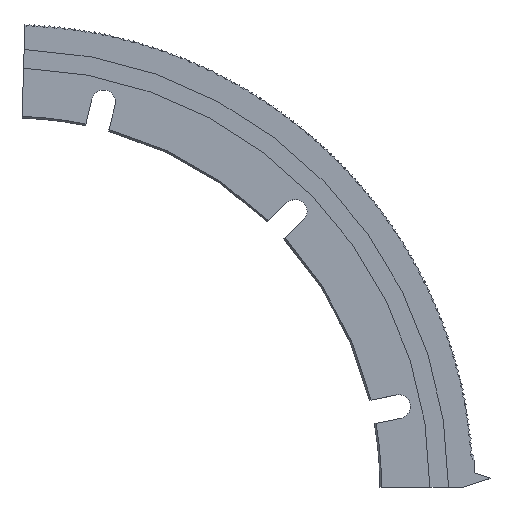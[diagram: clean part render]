
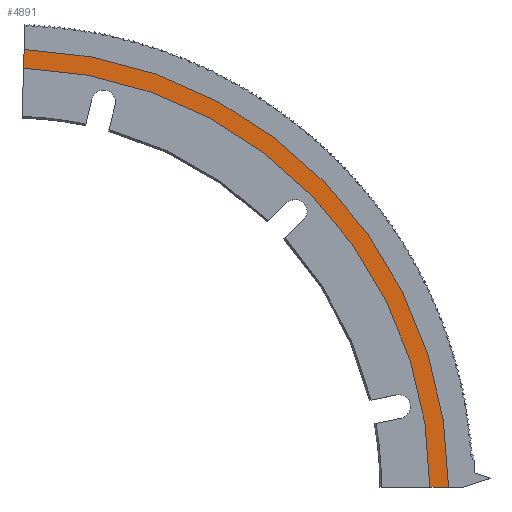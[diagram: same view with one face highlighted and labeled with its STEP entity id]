
A CAD part, top view. The second image highlights one B-rep face of the part: STEP entity #4891.
In plain terms, the highlighted planar face has unit normal (0, 0, 1).
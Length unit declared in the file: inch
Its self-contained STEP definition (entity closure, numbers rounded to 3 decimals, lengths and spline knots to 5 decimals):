
#139 = VECTOR ( 'NONE', #1363, 39.37008 ) ;
#515 = CARTESIAN_POINT ( 'NONE',  ( 0.24312, 7.73068, -0.045 ) ) ;
#902 = CARTESIAN_POINT ( 'NONE',  ( 0.25392, 8.07426, -0.045 ) ) ;
#1274 = DIRECTION ( 'NONE',  ( 1., 0., 0. ) ) ;
#1363 = DIRECTION ( 'NONE',  ( 1., 0., 0. ) ) ;
#1514 = CIRCLE ( 'NONE', #2602, 8.07825 ) ;
#1776 = EDGE_CURVE ( 'NONE', #8438, #3944, #3661, .T. ) ;
#1985 = CARTESIAN_POINT ( 'NONE',  ( 0., 0., -0.045 ) ) ;
#1993 = DIRECTION ( 'NONE',  ( 0., 0., -1. ) ) ;
#2037 = VECTOR ( 'NONE', #2174, 39.37008 ) ;
#2174 = DIRECTION ( 'NONE',  ( -0.031, -1., 0. ) ) ;
#2217 = ORIENTED_EDGE ( 'NONE', *, *, #2922, .T. ) ;
#2292 = AXIS2_PLACEMENT_3D ( 'NONE', #7804, #1993, #5711 ) ;
#2328 = ORIENTED_EDGE ( 'NONE', *, *, #1776, .T. ) ;
#2602 = AXIS2_PLACEMENT_3D ( 'NONE', #4524, #5979, #1274 ) ;
#2922 = EDGE_CURVE ( 'NONE', #3944, #8414, #7281, .T. ) ;
#3084 = EDGE_CURVE ( 'NONE', #6478, #8438, #8019, .T. ) ;
#3173 = EDGE_CURVE ( 'NONE', #8414, #6478, #1514, .T. ) ;
#3661 = CIRCLE ( 'NONE', #2292, 7.7345 ) ;
#3944 = VERTEX_POINT ( 'NONE', #4435 ) ;
#4004 = DIRECTION ( 'NONE',  ( 1., 0., 0. ) ) ;
#4275 = AXIS2_PLACEMENT_3D ( 'NONE', #1985, #7322, #4004 ) ;
#4435 = CARTESIAN_POINT ( 'NONE',  ( 7.7345, 0., -0.045 ) ) ;
#4524 = CARTESIAN_POINT ( 'NONE',  ( 0., 0., -0.045 ) ) ;
#4891 = ADVANCED_FACE ( 'NONE', ( #7921 ), #6633, .T. ) ;
#5711 = DIRECTION ( 'NONE',  ( 1., 0., 0. ) ) ;
#5835 = CARTESIAN_POINT ( 'NONE',  ( 8.07825, 0., -0.045 ) ) ;
#5979 = DIRECTION ( 'NONE',  ( 0., 0., 1. ) ) ;
#5988 = ORIENTED_EDGE ( 'NONE', *, *, #3173, .T. ) ;
#6478 = VERTEX_POINT ( 'NONE', #7358 ) ;
#6590 = CARTESIAN_POINT ( 'NONE',  ( 7.7345, 0., -0.045 ) ) ;
#6633 = PLANE ( 'NONE',  #4275 ) ;
#7281 = LINE ( 'NONE', #6590, #139 ) ;
#7322 = DIRECTION ( 'NONE',  ( 0., 0., 1. ) ) ;
#7358 = CARTESIAN_POINT ( 'NONE',  ( 0.25392, 8.07426, -0.045 ) ) ;
#7735 = ORIENTED_EDGE ( 'NONE', *, *, #3084, .T. ) ;
#7804 = CARTESIAN_POINT ( 'NONE',  ( 0., 0., -0.045 ) ) ;
#7921 = FACE_OUTER_BOUND ( 'NONE', #8322, .T. ) ;
#8019 = LINE ( 'NONE', #902, #2037 ) ;
#8322 = EDGE_LOOP ( 'NONE', ( #5988, #7735, #2328, #2217 ) ) ;
#8414 = VERTEX_POINT ( 'NONE', #5835 ) ;
#8438 = VERTEX_POINT ( 'NONE', #515 ) ;
